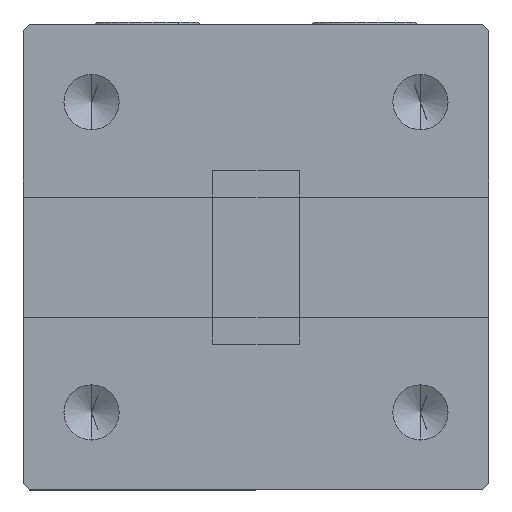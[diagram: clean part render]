
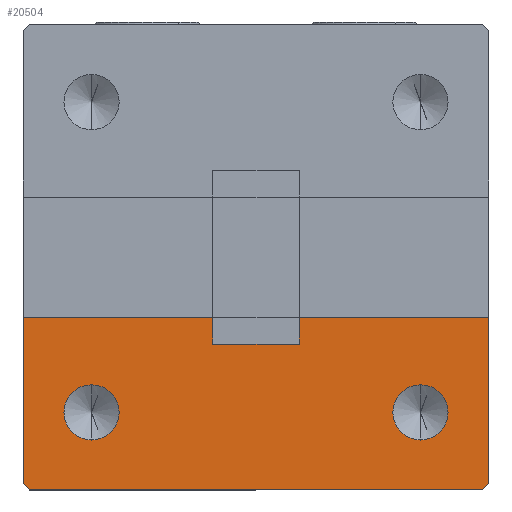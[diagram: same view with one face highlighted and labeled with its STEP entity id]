
A CAD part, left-side view. The second image highlights one B-rep face of the part: STEP entity #20504.
In plain terms, the highlighted planar face has unit normal (-1, 0, 0).
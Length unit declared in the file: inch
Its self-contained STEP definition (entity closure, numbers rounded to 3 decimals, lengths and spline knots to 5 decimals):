
#160 = LINE ( 'NONE', #12219, #4301 ) ;
#182 = EDGE_CURVE ( 'NONE', #8938, #3312, #7247, .T. ) ;
#893 = CARTESIAN_POINT ( 'NONE',  ( -1.5, -0.5275, -0.268 ) ) ;
#1092 = VERTEX_POINT ( 'NONE', #3452 ) ;
#1422 = EDGE_LOOP ( 'NONE', ( #7336, #15558, #17743, #20542, #15758, #8914, #2574, #4101, #12742, #13399 ) ) ;
#1627 = FACE_OUTER_BOUND ( 'NONE', #1422, .T. ) ;
#1824 = EDGE_CURVE ( 'NONE', #21104, #15355, #9521, .T. ) ;
#1887 = ORIENTED_EDGE ( 'NONE', *, *, #182, .F. ) ;
#1949 = EDGE_CURVE ( 'NONE', #8706, #13442, #4562, .T. ) ;
#2135 = VERTEX_POINT ( 'NONE', #17388 ) ;
#2281 = PLANE ( 'NONE',  #17742 ) ;
#2480 = DIRECTION ( 'NONE',  ( 0., -1., 0. ) ) ;
#2574 = ORIENTED_EDGE ( 'NONE', *, *, #16873, .T. ) ;
#2899 = CARTESIAN_POINT ( 'NONE',  ( -1.5, -0.5175, -0.278 ) ) ;
#2996 = CARTESIAN_POINT ( 'NONE',  ( -1.5, 0.1125, -0.153 ) ) ;
#3018 = CARTESIAN_POINT ( 'NONE',  ( -1.5, 0.2225, -0.268 ) ) ;
#3049 = CARTESIAN_POINT ( 'NONE',  ( -1.5, 0.1125, -0.1975 ) ) ;
#3306 = EDGE_CURVE ( 'NONE', #21104, #10787, #7848, .T. ) ;
#3312 = VERTEX_POINT ( 'NONE', #6168 ) ;
#3341 = VECTOR ( 'NONE', #6369, 39.37008 ) ;
#3358 = VERTEX_POINT ( 'NONE', #14302 ) ;
#3452 = CARTESIAN_POINT ( 'NONE',  ( -1.5, -0.5275, -0.268 ) ) ;
#3766 = VECTOR ( 'NONE', #2480, 39.37008 ) ;
#4101 = ORIENTED_EDGE ( 'NONE', *, *, #8243, .F. ) ;
#4154 = CARTESIAN_POINT ( 'NONE',  ( -1.5, -0.0825, -0.043 ) ) ;
#4209 = ORIENTED_EDGE ( 'NONE', *, *, #1949, .F. ) ;
#4243 = FACE_BOUND ( 'NONE', #14483, .T. ) ;
#4263 = VERTEX_POINT ( 'NONE', #11128 ) ;
#4301 = VECTOR ( 'NONE', #20809, 39.37008 ) ;
#4367 = AXIS2_PLACEMENT_3D ( 'NONE', #2996, #17640, #14548 ) ;
#4562 = CIRCLE ( 'NONE', #4367, 0.0445 ) ;
#5076 = VECTOR ( 'NONE', #20775, 39.37008 ) ;
#5620 = DIRECTION ( 'NONE',  ( 0., 0., -1. ) ) ;
#5825 = DIRECTION ( 'NONE',  ( 0., -0.707, 0.707 ) ) ;
#6004 = CARTESIAN_POINT ( 'NONE',  ( -1.5, -0.2225, -0.043 ) ) ;
#6057 = FACE_BOUND ( 'NONE', #16966, .T. ) ;
#6168 = CARTESIAN_POINT ( 'NONE',  ( -1.5, -0.4175, -0.1085 ) ) ;
#6224 = LINE ( 'NONE', #893, #17896 ) ;
#6369 = DIRECTION ( 'NONE',  ( 0., 0., -1. ) ) ;
#6429 = DIRECTION ( 'NONE',  ( -1., 0., 0. ) ) ;
#6707 = CARTESIAN_POINT ( 'NONE',  ( -1.5, -0.4175, -0.1975 ) ) ;
#7197 = CARTESIAN_POINT ( 'NONE',  ( -1.5, -0.5275, -0.278 ) ) ;
#7247 = CIRCLE ( 'NONE', #16259, 0.0445 ) ;
#7336 = ORIENTED_EDGE ( 'NONE', *, *, #3306, .F. ) ;
#7848 = LINE ( 'NONE', #6004, #20553 ) ;
#7900 = EDGE_CURVE ( 'NONE', #2135, #12593, #18683, .T. ) ;
#8043 = DIRECTION ( 'NONE',  ( 0., 0., 1. ) ) ;
#8059 = CARTESIAN_POINT ( 'NONE',  ( -1.5, 0.2225, 0. ) ) ;
#8243 = EDGE_CURVE ( 'NONE', #12593, #1092, #19457, .T. ) ;
#8706 = VERTEX_POINT ( 'NONE', #9188 ) ;
#8780 = LINE ( 'NONE', #8059, #3341 ) ;
#8816 = CARTESIAN_POINT ( 'NONE',  ( -1.5, -0.4175, -0.153 ) ) ;
#8914 = ORIENTED_EDGE ( 'NONE', *, *, #10441, .T. ) ;
#8938 = VERTEX_POINT ( 'NONE', #6707 ) ;
#9127 = CARTESIAN_POINT ( 'NONE',  ( -1.5, -0.5275, 0. ) ) ;
#9188 = CARTESIAN_POINT ( 'NONE',  ( -1.5, 0.1125, -0.1085 ) ) ;
#9295 = DIRECTION ( 'NONE',  ( -1., 0., 0. ) ) ;
#9521 = LINE ( 'NONE', #4154, #5076 ) ;
#9527 = EDGE_CURVE ( 'NONE', #10787, #2135, #160, .T. ) ;
#10299 = ORIENTED_EDGE ( 'NONE', *, *, #16656, .F. ) ;
#10441 = EDGE_CURVE ( 'NONE', #3358, #17168, #12039, .T. ) ;
#10616 = ORIENTED_EDGE ( 'NONE', *, *, #11848, .F. ) ;
#10639 = DIRECTION ( 'NONE',  ( -1., 0., 0. ) ) ;
#10787 = VERTEX_POINT ( 'NONE', #14011 ) ;
#11128 = CARTESIAN_POINT ( 'NONE',  ( -1.5, 0.2225, 0. ) ) ;
#11848 = EDGE_CURVE ( 'NONE', #3312, #8938, #16633, .T. ) ;
#12036 = EDGE_CURVE ( 'NONE', #14967, #3358, #14775, .T. ) ;
#12039 = LINE ( 'NONE', #7197, #3766 ) ;
#12219 = CARTESIAN_POINT ( 'NONE',  ( -1.5, -0.2225, -0.043 ) ) ;
#12593 = VERTEX_POINT ( 'NONE', #12916 ) ;
#12664 = DIRECTION ( 'NONE',  ( 0., -1., 0. ) ) ;
#12720 = CARTESIAN_POINT ( 'NONE',  ( -1.5, -0.5275, 0. ) ) ;
#12742 = ORIENTED_EDGE ( 'NONE', *, *, #7900, .F. ) ;
#12916 = CARTESIAN_POINT ( 'NONE',  ( -1.5, -0.5275, 0. ) ) ;
#13399 = ORIENTED_EDGE ( 'NONE', *, *, #9527, .F. ) ;
#13442 = VERTEX_POINT ( 'NONE', #3049 ) ;
#13769 = DIRECTION ( 'NONE',  ( 0., 0., 1. ) ) ;
#14011 = CARTESIAN_POINT ( 'NONE',  ( -1.5, -0.2225, -0.043 ) ) ;
#14205 = VECTOR ( 'NONE', #16913, 39.37008 ) ;
#14221 = CIRCLE ( 'NONE', #19892, 0.0445 ) ;
#14302 = CARTESIAN_POINT ( 'NONE',  ( -1.5, 0.2125, -0.278 ) ) ;
#14483 = EDGE_LOOP ( 'NONE', ( #4209, #10299 ) ) ;
#14548 = DIRECTION ( 'NONE',  ( 0., 0., 1. ) ) ;
#14584 = CARTESIAN_POINT ( 'NONE',  ( -1.5, -0.4175, -0.153 ) ) ;
#14640 = DIRECTION ( 'NONE',  ( 0., -0.707, -0.707 ) ) ;
#14775 = LINE ( 'NONE', #3018, #18712 ) ;
#14783 = CARTESIAN_POINT ( 'NONE',  ( -1.5, 0.2225, -0.268 ) ) ;
#14967 = VERTEX_POINT ( 'NONE', #14783 ) ;
#15082 = EDGE_CURVE ( 'NONE', #4263, #15355, #19771, .T. ) ;
#15311 = VECTOR ( 'NONE', #20128, 39.37008 ) ;
#15355 = VERTEX_POINT ( 'NONE', #18490 ) ;
#15551 = VECTOR ( 'NONE', #19214, 39.37008 ) ;
#15558 = ORIENTED_EDGE ( 'NONE', *, *, #1824, .T. ) ;
#15612 = EDGE_CURVE ( 'NONE', #4263, #14967, #8780, .T. ) ;
#15758 = ORIENTED_EDGE ( 'NONE', *, *, #12036, .T. ) ;
#16259 = AXIS2_PLACEMENT_3D ( 'NONE', #14584, #6429, #8043 ) ;
#16633 = CIRCLE ( 'NONE', #19714, 0.0445 ) ;
#16656 = EDGE_CURVE ( 'NONE', #13442, #8706, #14221, .T. ) ;
#16873 = EDGE_CURVE ( 'NONE', #17168, #1092, #6224, .T. ) ;
#16913 = DIRECTION ( 'NONE',  ( 0., 0., -1. ) ) ;
#16966 = EDGE_LOOP ( 'NONE', ( #10616, #1887 ) ) ;
#16978 = CARTESIAN_POINT ( 'NONE',  ( -1.5, -0.5275, 0. ) ) ;
#16987 = CARTESIAN_POINT ( 'NONE',  ( -1.5, -0.5275, 0. ) ) ;
#17168 = VERTEX_POINT ( 'NONE', #2899 ) ;
#17313 = DIRECTION ( 'NONE',  ( 1., 0., 0. ) ) ;
#17388 = CARTESIAN_POINT ( 'NONE',  ( -1.5, -0.2225, 0. ) ) ;
#17409 = CARTESIAN_POINT ( 'NONE',  ( -1.5, 0.1125, -0.153 ) ) ;
#17640 = DIRECTION ( 'NONE',  ( -1., 0., 0. ) ) ;
#17742 = AXIS2_PLACEMENT_3D ( 'NONE', #9127, #17313, #5620 ) ;
#17743 = ORIENTED_EDGE ( 'NONE', *, *, #15082, .F. ) ;
#17896 = VECTOR ( 'NONE', #5825, 39.37008 ) ;
#18490 = CARTESIAN_POINT ( 'NONE',  ( -1.5, -0.0825, 0. ) ) ;
#18683 = LINE ( 'NONE', #12720, #15551 ) ;
#18712 = VECTOR ( 'NONE', #14640, 39.37008 ) ;
#18915 = CARTESIAN_POINT ( 'NONE',  ( -1.5, -0.0825, -0.043 ) ) ;
#19214 = DIRECTION ( 'NONE',  ( 0., -1., 0. ) ) ;
#19221 = DIRECTION ( 'NONE',  ( 0., 0., 1. ) ) ;
#19457 = LINE ( 'NONE', #16987, #14205 ) ;
#19714 = AXIS2_PLACEMENT_3D ( 'NONE', #8816, #10639, #13769 ) ;
#19771 = LINE ( 'NONE', #16978, #15311 ) ;
#19892 = AXIS2_PLACEMENT_3D ( 'NONE', #17409, #9295, #19221 ) ;
#20128 = DIRECTION ( 'NONE',  ( 0., -1., 0. ) ) ;
#20504 = ADVANCED_FACE ( 'NONE', ( #4243, #6057, #1627 ), #2281, .F. ) ;
#20542 = ORIENTED_EDGE ( 'NONE', *, *, #15612, .T. ) ;
#20553 = VECTOR ( 'NONE', #12664, 39.37008 ) ;
#20775 = DIRECTION ( 'NONE',  ( 0., 0., 1. ) ) ;
#20809 = DIRECTION ( 'NONE',  ( 0., 0., 1. ) ) ;
#21104 = VERTEX_POINT ( 'NONE', #18915 ) ;
